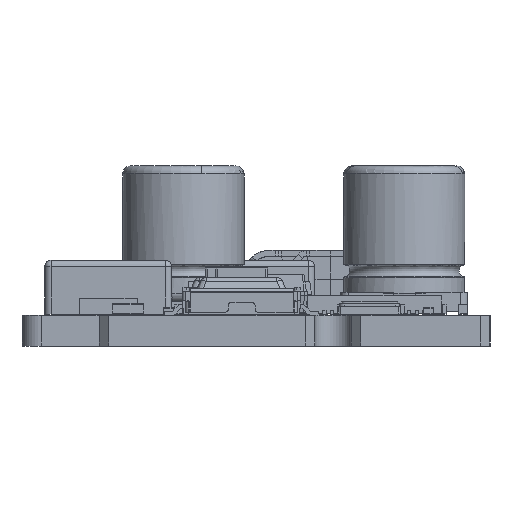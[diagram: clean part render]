
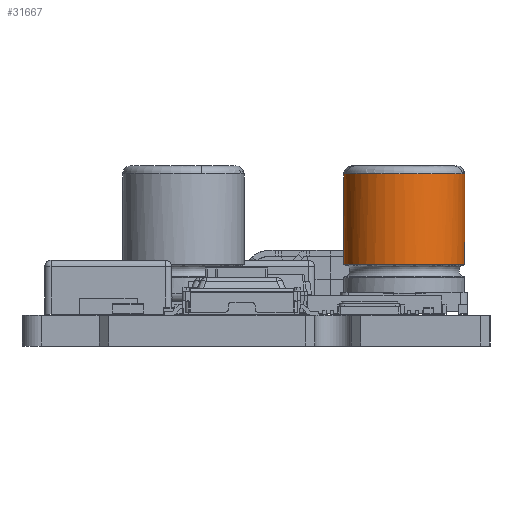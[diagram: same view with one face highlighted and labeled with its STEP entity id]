
A CAD part, left-side view. The second image highlights one B-rep face of the part: STEP entity #31667.
In plain terms, the highlighted cylindrical face has radius 3.15 mm (diameter 6.3 mm), a full revolution.
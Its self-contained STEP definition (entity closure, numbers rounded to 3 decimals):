
#31333 = VERTEX_POINT('',#31334);
#31334 = CARTESIAN_POINT('',(-3.15,0.,2.593));
#31340 = EDGE_CURVE('',#31333,#31333,#31341,.T.);
#31341 = ( BOUNDED_CURVE() B_SPLINE_CURVE(13,(#31342,#31343,#31344,
    #31345,#31346,#31347,#31348,#31349,#31350,#31351,#31352,#31353,
#31354,#31355),.UNSPECIFIED.,.T.,.F.) B_SPLINE_CURVE_WITH_KNOTS((1,13,13
    ,1),(-19.792,0.,19.792,
39.584),.UNSPECIFIED.) CURVE() GEOMETRIC_REPRESENTATION_ITEM() 
RATIONAL_B_SPLINE_CURVE((1.,1.,1.,1.,
    1.,1.,1.,1.,
    1.,1.,1.,1.,1.,1.)) 
REPRESENTATION_ITEM('') );
#31342 = CARTESIAN_POINT('',(-3.15,0.,2.593));
#31343 = CARTESIAN_POINT('',(-3.15,1.5,
    2.593));
#31344 = CARTESIAN_POINT('',(-2.375,3.035,
    2.593));
#31345 = CARTESIAN_POINT('',(-0.779,4.133,
    2.593));
#31346 = CARTESIAN_POINT('',(1.417,4.302,
    2.593));
#31347 = CARTESIAN_POINT('',(3.314,3.132,
    2.593));
#31348 = CARTESIAN_POINT('',(4.706,1.424,
    2.593));
#31349 = CARTESIAN_POINT('',(4.706,-1.424,
    2.593));
#31350 = CARTESIAN_POINT('',(3.314,-3.132,
    2.593));
#31351 = CARTESIAN_POINT('',(1.417,-4.302,
    2.593));
#31352 = CARTESIAN_POINT('',(-0.779,-4.133,
    2.593));
#31353 = CARTESIAN_POINT('',(-2.375,-3.035,
    2.593));
#31354 = CARTESIAN_POINT('',(-3.15,-1.5,2.593));
#31355 = CARTESIAN_POINT('',(-3.15,0.,2.593));
#31667 = ADVANCED_FACE('',(#31668),#31714,.T.);
#31668 = FACE_BOUND('',#31669,.T.);
#31669 = EDGE_LOOP('',(#31670,#31671,#31679,#31688,#31697,#31706,#31713)
  );
#31670 = ORIENTED_EDGE('',*,*,#31340,.F.);
#31671 = ORIENTED_EDGE('',*,*,#31672,.T.);
#31672 = EDGE_CURVE('',#31333,#31673,#31675,.T.);
#31673 = VERTEX_POINT('',#31674);
#31674 = CARTESIAN_POINT('',(-3.15,0.,7.28));
#31675 = LINE('',#31676,#31677);
#31676 = CARTESIAN_POINT('',(-3.15,0.,2.563));
#31677 = VECTOR('',#31678,1.);
#31678 = DIRECTION('',(0.,0.,1.));
#31679 = ORIENTED_EDGE('',*,*,#31680,.T.);
#31680 = EDGE_CURVE('',#31673,#31681,#31683,.T.);
#31681 = VERTEX_POINT('',#31682);
#31682 = CARTESIAN_POINT('',(0.945,3.005,7.28));
#31683 = CIRCLE('',#31684,3.15);
#31684 = AXIS2_PLACEMENT_3D('',#31685,#31686,#31687);
#31685 = CARTESIAN_POINT('',(0.,0.,7.28));
#31686 = DIRECTION('',(0.,0.,-1.));
#31687 = DIRECTION('',(-1.,0.,0.));
#31688 = ORIENTED_EDGE('',*,*,#31689,.T.);
#31689 = EDGE_CURVE('',#31681,#31690,#31692,.T.);
#31690 = VERTEX_POINT('',#31691);
#31691 = CARTESIAN_POINT('',(3.15,0.,7.28));
#31692 = CIRCLE('',#31693,3.15);
#31693 = AXIS2_PLACEMENT_3D('',#31694,#31695,#31696);
#31694 = CARTESIAN_POINT('',(0.,0.,7.28));
#31695 = DIRECTION('',(0.,0.,-1.));
#31696 = DIRECTION('',(-1.,0.,0.));
#31697 = ORIENTED_EDGE('',*,*,#31698,.T.);
#31698 = EDGE_CURVE('',#31690,#31699,#31701,.T.);
#31699 = VERTEX_POINT('',#31700);
#31700 = CARTESIAN_POINT('',(0.945,-3.005,7.28));
#31701 = CIRCLE('',#31702,3.15);
#31702 = AXIS2_PLACEMENT_3D('',#31703,#31704,#31705);
#31703 = CARTESIAN_POINT('',(0.,0.,7.28));
#31704 = DIRECTION('',(0.,0.,-1.));
#31705 = DIRECTION('',(-1.,0.,0.));
#31706 = ORIENTED_EDGE('',*,*,#31707,.T.);
#31707 = EDGE_CURVE('',#31699,#31673,#31708,.T.);
#31708 = CIRCLE('',#31709,3.15);
#31709 = AXIS2_PLACEMENT_3D('',#31710,#31711,#31712);
#31710 = CARTESIAN_POINT('',(0.,0.,7.28));
#31711 = DIRECTION('',(0.,0.,-1.));
#31712 = DIRECTION('',(-1.,0.,0.));
#31713 = ORIENTED_EDGE('',*,*,#31672,.F.);
#31714 = CYLINDRICAL_SURFACE('',#31715,3.15);
#31715 = AXIS2_PLACEMENT_3D('',#31716,#31717,#31718);
#31716 = CARTESIAN_POINT('',(0.,0.,2.563));
#31717 = DIRECTION('',(0.,0.,1.));
#31718 = DIRECTION('',(-1.,0.,0.));
